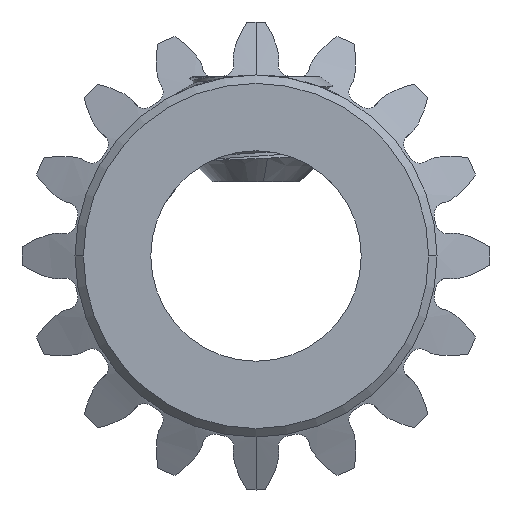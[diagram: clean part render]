
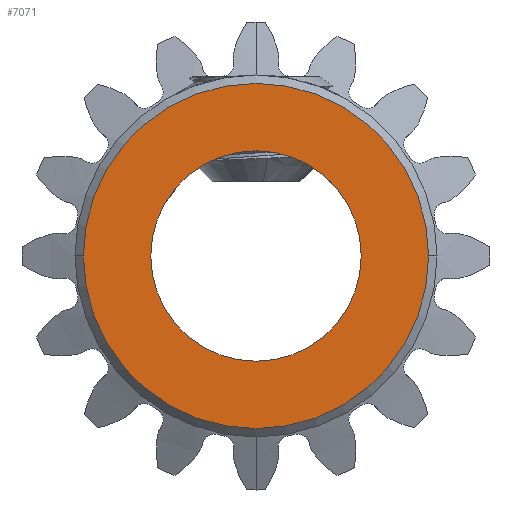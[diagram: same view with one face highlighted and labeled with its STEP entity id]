
A CAD part, front view. The second image highlights one B-rep face of the part: STEP entity #7071.
In plain terms, the highlighted planar face has unit normal (0, -1, 0).
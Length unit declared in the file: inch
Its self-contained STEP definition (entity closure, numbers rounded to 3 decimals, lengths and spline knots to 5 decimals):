
#146 = CIRCLE ( 'NONE', #13509, 0.205 ) ;
#367 = PLANE ( 'NONE',  #8736 ) ;
#1099 = VERTEX_POINT ( 'NONE', #1880 ) ;
#1232 = ORIENTED_EDGE ( 'NONE', *, *, #3583, .T. ) ;
#1362 = CARTESIAN_POINT ( 'NONE',  ( 0., -0.25372, 0. ) ) ;
#1603 = FACE_BOUND ( 'NONE', #3736, .T. ) ;
#1634 = AXIS2_PLACEMENT_3D ( 'NONE', #16653, #10097, #2258 ) ;
#1880 = CARTESIAN_POINT ( 'NONE',  ( 0., -0.25372, -0.125 ) ) ;
#1923 = ORIENTED_EDGE ( 'NONE', *, *, #9793, .T. ) ;
#2258 = DIRECTION ( 'NONE',  ( 0., 0., 1. ) ) ;
#2523 = CARTESIAN_POINT ( 'NONE',  ( -0.205, -0.25372, 0. ) ) ;
#2637 = DIRECTION ( 'NONE',  ( -1., 0., 0. ) ) ;
#3151 = EDGE_LOOP ( 'NONE', ( #13703, #1232 ) ) ;
#3583 = EDGE_CURVE ( 'NONE', #11850, #12216, #146, .T. ) ;
#3736 = EDGE_LOOP ( 'NONE', ( #1923, #13197 ) ) ;
#4179 = CARTESIAN_POINT ( 'NONE',  ( 0.205, -0.25372, 0. ) ) ;
#4866 = CIRCLE ( 'NONE', #7202, 0.205 ) ;
#5642 = DIRECTION ( 'NONE',  ( 0., 1., 0. ) ) ;
#7071 = ADVANCED_FACE ( 'NONE', ( #13469, #1603 ), #367, .F. ) ;
#7202 = AXIS2_PLACEMENT_3D ( 'NONE', #7641, #10100, #8904 ) ;
#7641 = CARTESIAN_POINT ( 'NONE',  ( 0., -0.25372, 0. ) ) ;
#7964 = CIRCLE ( 'NONE', #15636, 0.125 ) ;
#8000 = EDGE_CURVE ( 'NONE', #12216, #11850, #4866, .T. ) ;
#8615 = DIRECTION ( 'NONE',  ( 0., 1., 0. ) ) ;
#8736 = AXIS2_PLACEMENT_3D ( 'NONE', #14852, #5642, #12242 ) ;
#8904 = DIRECTION ( 'NONE',  ( -1., 0., 0. ) ) ;
#9793 = EDGE_CURVE ( 'NONE', #15588, #1099, #7964, .T. ) ;
#9802 = CARTESIAN_POINT ( 'NONE',  ( 0., -0.25372, 0.125 ) ) ;
#9866 = DIRECTION ( 'NONE',  ( 0., 0., 1. ) ) ;
#9977 = CARTESIAN_POINT ( 'NONE',  ( 0., -0.25372, 0. ) ) ;
#10097 = DIRECTION ( 'NONE',  ( 0., 1., 0. ) ) ;
#10100 = DIRECTION ( 'NONE',  ( 0., -1., 0. ) ) ;
#10568 = DIRECTION ( 'NONE',  ( 0., -1., 0. ) ) ;
#11850 = VERTEX_POINT ( 'NONE', #4179 ) ;
#12216 = VERTEX_POINT ( 'NONE', #2523 ) ;
#12242 = DIRECTION ( 'NONE',  ( -1., 0., 0. ) ) ;
#13197 = ORIENTED_EDGE ( 'NONE', *, *, #14988, .T. ) ;
#13469 = FACE_OUTER_BOUND ( 'NONE', #3151, .T. ) ;
#13509 = AXIS2_PLACEMENT_3D ( 'NONE', #1362, #10568, #2637 ) ;
#13658 = CIRCLE ( 'NONE', #1634, 0.125 ) ;
#13703 = ORIENTED_EDGE ( 'NONE', *, *, #8000, .T. ) ;
#14852 = CARTESIAN_POINT ( 'NONE',  ( -0.215, -0.25372, -0.27863 ) ) ;
#14988 = EDGE_CURVE ( 'NONE', #1099, #15588, #13658, .T. ) ;
#15588 = VERTEX_POINT ( 'NONE', #9802 ) ;
#15636 = AXIS2_PLACEMENT_3D ( 'NONE', #9977, #8615, #9866 ) ;
#16653 = CARTESIAN_POINT ( 'NONE',  ( 0., -0.25372, 0. ) ) ;
